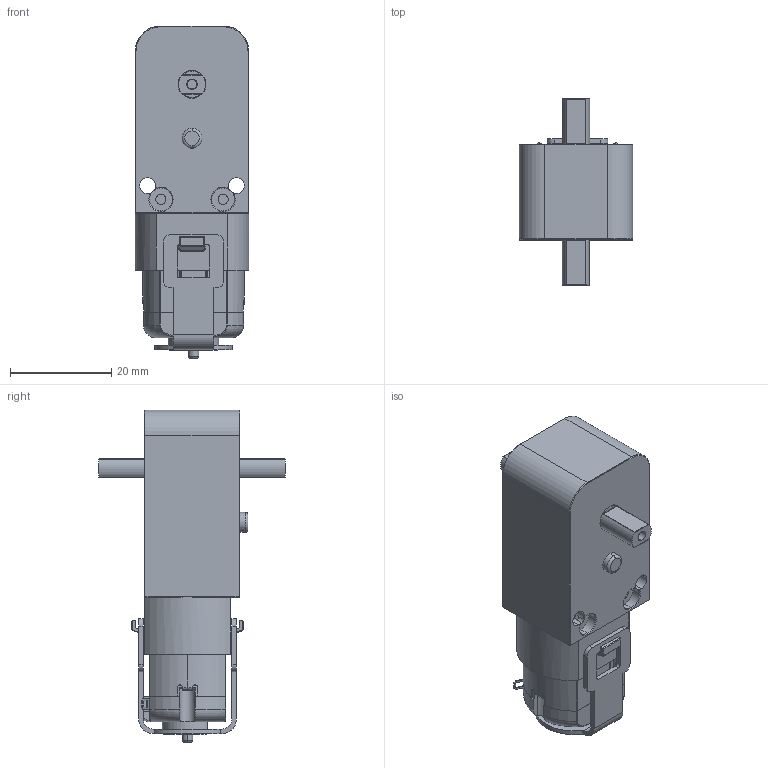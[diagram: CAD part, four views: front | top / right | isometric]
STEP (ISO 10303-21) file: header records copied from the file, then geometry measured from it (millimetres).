
FILE_DESCRIPTION(/* description */ ('STEP AP242','CAx-IF Rec.Pracs.---Representation and Presentation of Product Manufacturing Information (PMI)---4.0---2014-10-13','CAx-IF Rec.Pracs.---3D Tessellated Geometry---0.4---2014-09-14','2;1'),/* implementation_level */ '2;1');
FILE_NAME(/* name */ '66d85defd27872478caf89a8',/* time_stamp */ '2024-09-04T13:17:36Z',/* author */ (''),/* organization */ (''),/* preprocessor_version */ 'ST-DEVELOPER v20',/* originating_system */ ' ',/* authorisation */ ' ');
FILE_SCHEMA (('AP242_MANAGED_MODEL_BASED_3D_ENGINEERING_MIM_LF { 1 0 10303 442 1 1 4 }'));
Length unit declared in the file: metre
Products named in the file (4): Mini Gear DC Motor 6 V Yellow.STEP-1/dc motor.stp.STEP-1-solid1; Mini Gear DC Motor 6 V Yellow.STEP-1/Nody.STEP-1-solid1; Mini Gear DC Motor 6 V Yellow.STEP-1/Axe.STEP-1-solid1; Mini Gear DC Motor 6 V Yellow.STEP-1/Belt.STEP-1-solid1
Bounding box: 22.4 x 36.71 x 65.5 mm (x, y, z)
Volume: 12485.4 mm3; surface area: 13266.2 mm2
Topology: 4 solids, 4 shells, 576 faces, 1525 edges, 980 vertices
Faces by surface type: plane 261, cylinder 234, torus 39, bspline 32, cone 10
Entity records: 23063 total; most frequent: CARTESIAN_POINT 4734, ORIENTED_EDGE 3046, DIRECTION 2898, EDGE_CURVE 1523, AXIS2_PLACEMENT_3D 1043, VERTEX_POINT 980, LINE 812, VECTOR 812
